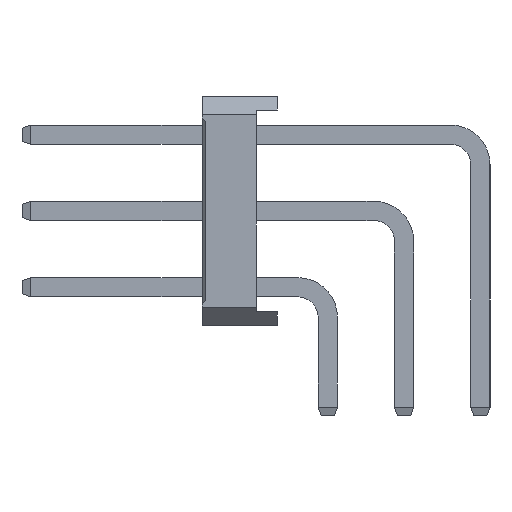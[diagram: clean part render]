
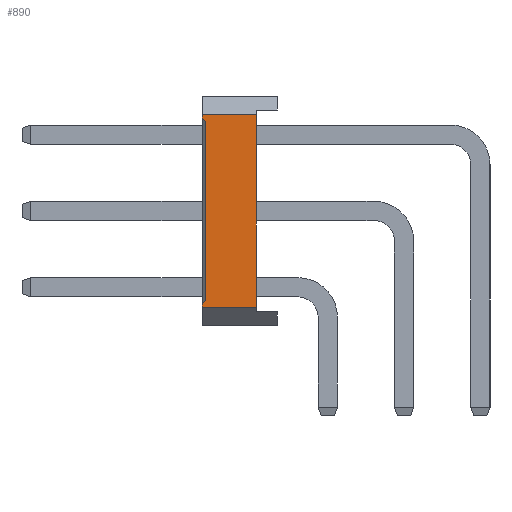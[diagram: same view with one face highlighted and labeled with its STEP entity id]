
A CAD part, left-side view. The second image highlights one B-rep face of the part: STEP entity #890.
In plain terms, the highlighted planar face has unit normal (-1, 0, 0).
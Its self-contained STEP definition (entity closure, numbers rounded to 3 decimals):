
#890=ADVANCED_FACE('',(#9681),#9683,.T.);
#9681=FACE_BOUND('',#9682,.T.);
#9682=EDGE_LOOP('',(#16827,#16828,#16829,#16830,#16831,#16832,#16833,#16834));
#9683=PLANE('',#9684);
#9684=AXIS2_PLACEMENT_3D('',#9685,#9686,#9687);
#9685=CARTESIAN_POINT('',(-1.27,1.68,0.6));
#9686=DIRECTION('',(-1.,0.,0.));
#9687=DIRECTION('',(0.,0.,1.));
#16827=ORIENTED_EDGE('',*,*,#21432,.F.);
#16828=ORIENTED_EDGE('',*,*,#21433,.T.);
#16829=ORIENTED_EDGE('',*,*,#21434,.F.);
#16830=ORIENTED_EDGE('',*,*,#20927,.F.);
#16831=ORIENTED_EDGE('',*,*,#21435,.F.);
#16832=ORIENTED_EDGE('',*,*,#20674,.T.);
#16833=ORIENTED_EDGE('',*,*,#21431,.T.);
#16834=ORIENTED_EDGE('',*,*,#20931,.F.);
#20674=EDGE_CURVE('',#23072,#23070,#23073,.T.);
#20927=EDGE_CURVE('',#23576,#23578,#23579,.T.);
#20931=EDGE_CURVE('',#23584,#23586,#23587,.T.);
#21431=EDGE_CURVE('',#23070,#23586,#24493,.T.);
#21432=EDGE_CURVE('',#24494,#23584,#24495,.F.);
#21433=EDGE_CURVE('',#24494,#24496,#24497,.T.);
#21434=EDGE_CURVE('',#23578,#24496,#24498,.F.);
#21435=EDGE_CURVE('',#23072,#23576,#24499,.T.);
#23070=VERTEX_POINT('',#26968);
#23072=VERTEX_POINT('',#26972);
#23073=LINE('',#26973,#26974);
#23576=VERTEX_POINT('',#27980);
#23578=VERTEX_POINT('',#27984);
#23579=LINE('',#27985,#27986);
#23584=VERTEX_POINT('',#27996);
#23586=VERTEX_POINT('',#28000);
#23587=LINE('',#28001,#28002);
#24493=LINE('',#29951,#29952);
#24494=VERTEX_POINT('',#29954);
#24495=LINE('',#29955,#29956);
#24496=VERTEX_POINT('',#29958);
#24497=LINE('',#29959,#29960);
#24498=LINE('',#29962,#29963);
#24499=LINE('',#29965,#29966);
#26968=CARTESIAN_POINT('',(-1.27,2.38,7.02));
#26972=CARTESIAN_POINT('',(-1.27,2.38,0.6));
#26973=CARTESIAN_POINT('',(-1.27,2.38,0.6));
#26974=VECTOR('',#26975,1.);
#26975=DIRECTION('',(0.,0.,1.));
#27980=CARTESIAN_POINT('',(-1.27,4.18,0.6));
#27984=CARTESIAN_POINT('',(-1.27,4.18,0.72));
#27985=CARTESIAN_POINT('',(-1.27,4.18,0.6));
#27986=VECTOR('',#27987,1.);
#27987=DIRECTION('',(0.,0.,1.));
#27996=CARTESIAN_POINT('',(-1.27,4.18,6.9));
#28000=CARTESIAN_POINT('',(-1.27,4.18,7.02));
#28001=CARTESIAN_POINT('',(-1.27,4.18,6.9));
#28002=VECTOR('',#28003,1.);
#28003=DIRECTION('',(0.,0.,1.));
#29951=CARTESIAN_POINT('',(-1.27,2.38,7.02));
#29952=VECTOR('',#29953,1.);
#29953=DIRECTION('',(0.,1.,0.));
#29954=CARTESIAN_POINT('',(-1.27,4.08,6.8));
#29955=CARTESIAN_POINT('',(-1.27,4.18,6.9));
#29956=VECTOR('',#29957,1.);
#29957=DIRECTION('',(0.,-0.707,-0.707));
#29958=CARTESIAN_POINT('',(-1.27,4.08,0.82));
#29959=CARTESIAN_POINT('',(-1.27,4.08,6.8));
#29960=VECTOR('',#29961,1.);
#29961=DIRECTION('',(0.,0.,-1.));
#29962=CARTESIAN_POINT('',(-1.27,4.08,0.82));
#29963=VECTOR('',#29964,1.);
#29964=DIRECTION('',(0.,0.707,-0.707));
#29965=CARTESIAN_POINT('',(-1.27,2.38,0.6));
#29966=VECTOR('',#29967,1.);
#29967=DIRECTION('',(0.,1.,0.));
